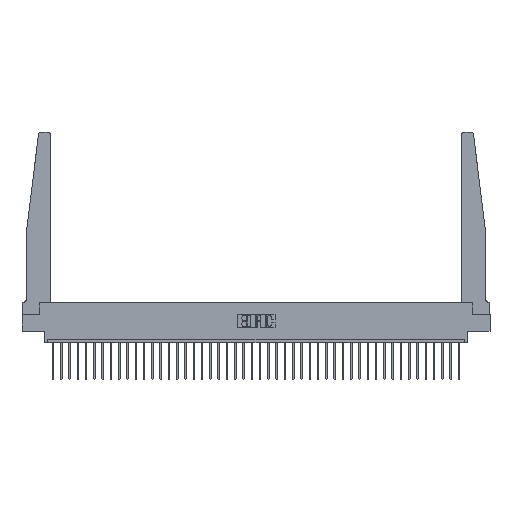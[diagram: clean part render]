
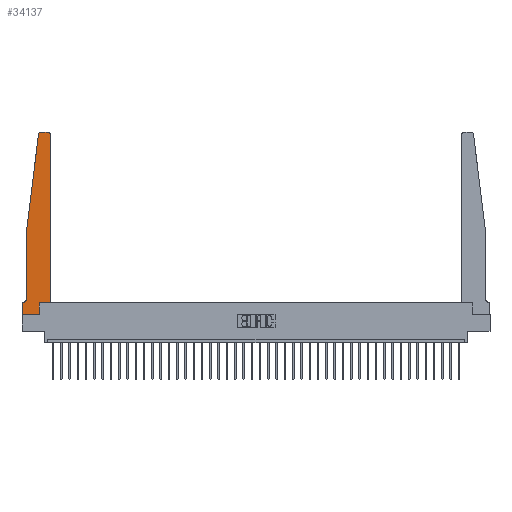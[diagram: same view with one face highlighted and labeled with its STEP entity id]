
A CAD part, top view. The second image highlights one B-rep face of the part: STEP entity #34137.
In plain terms, the highlighted planar face has unit normal (0, 0, 1).
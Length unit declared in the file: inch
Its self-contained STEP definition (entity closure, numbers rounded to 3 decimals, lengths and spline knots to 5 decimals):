
#143 = CARTESIAN_POINT ( 'NONE',  ( 0.065, 0.1875, 0.37 ) ) ;
#731 = VECTOR ( 'NONE', #15810, 39.37008 ) ;
#1175 = CARTESIAN_POINT ( 'NONE',  ( 0.065, 1.25, 0.37 ) ) ;
#1336 = EDGE_CURVE ( 'NONE', #14882, #30096, #11404, .T. ) ;
#1395 = CARTESIAN_POINT ( 'NONE',  ( 0.015, 0.2375, 0.37 ) ) ;
#1567 = VERTEX_POINT ( 'NONE', #33596 ) ;
#1883 = CARTESIAN_POINT ( 'NONE',  ( 0.065, 1.25, 0.37 ) ) ;
#2477 = CARTESIAN_POINT ( 'NONE',  ( 0.425, 0.18, 0.37 ) ) ;
#3075 = CARTESIAN_POINT ( 'NONE',  ( 0., 0.1875, 0.37 ) ) ;
#3185 = AXIS2_PLACEMENT_3D ( 'NONE', #10589, #13069, #26545 ) ;
#3258 = ORIENTED_EDGE ( 'NONE', *, *, #19336, .T. ) ;
#4217 = VECTOR ( 'NONE', #13559, 39.37008 ) ;
#4412 = CARTESIAN_POINT ( 'NONE',  ( 0.2605, 0.18, 0.37 ) ) ;
#5606 = VERTEX_POINT ( 'NONE', #12666 ) ;
#5867 = ORIENTED_EDGE ( 'NONE', *, *, #14717, .T. ) ;
#5909 = ORIENTED_EDGE ( 'NONE', *, *, #21411, .T. ) ;
#6112 = VECTOR ( 'NONE', #24717, 39.37008 ) ;
#7093 = DIRECTION ( 'NONE',  ( 0., 0., -1. ) ) ;
#7239 = CIRCLE ( 'NONE', #29783, 0.03 ) ;
#7683 = ORIENTED_EDGE ( 'NONE', *, *, #8895, .T. ) ;
#8557 = LINE ( 'NONE', #29667, #22073 ) ;
#8611 = CARTESIAN_POINT ( 'NONE',  ( 0.2605, 0.18, 0.37 ) ) ;
#8895 = EDGE_CURVE ( 'NONE', #18416, #1567, #8557, .T. ) ;
#9689 = VERTEX_POINT ( 'NONE', #3075 ) ;
#9899 = CARTESIAN_POINT ( 'NONE',  ( 0., 0., 0.37 ) ) ;
#10465 = CARTESIAN_POINT ( 'NONE',  ( 0.395, 2.72, 0.37 ) ) ;
#10589 = CARTESIAN_POINT ( 'NONE',  ( 0.27653, 2.72, 0.37 ) ) ;
#10680 = VERTEX_POINT ( 'NONE', #26386 ) ;
#10765 = EDGE_LOOP ( 'NONE', ( #24786, #30816, #5867, #7683, #29345, #19218, #5909, #24046, #14957, #25803, #15155, #3258 ) ) ;
#10884 = CARTESIAN_POINT ( 'NONE',  ( 0.425, 0.18, 0.37 ) ) ;
#11315 = VECTOR ( 'NONE', #32423, 39.37008 ) ;
#11404 = LINE ( 'NONE', #8611, #4217 ) ;
#12666 = CARTESIAN_POINT ( 'NONE',  ( 0.425, 0.18, 0.37 ) ) ;
#13069 = DIRECTION ( 'NONE',  ( 0., 0., 1. ) ) ;
#13559 = DIRECTION ( 'NONE',  ( 0., 1., 0. ) ) ;
#13937 = VECTOR ( 'NONE', #16577, 39.37008 ) ;
#14220 = VECTOR ( 'NONE', #32273, 39.37008 ) ;
#14623 = EDGE_CURVE ( 'NONE', #30096, #5606, #27425, .T. ) ;
#14717 = EDGE_CURVE ( 'NONE', #24280, #18416, #24931, .T. ) ;
#14817 = DIRECTION ( 'NONE',  ( -1., 0., 0. ) ) ;
#14829 = CARTESIAN_POINT ( 'NONE',  ( 0.24675, 2.72367, 0.37 ) ) ;
#14882 = VERTEX_POINT ( 'NONE', #16395 ) ;
#14957 = ORIENTED_EDGE ( 'NONE', *, *, #1336, .T. ) ;
#15155 = ORIENTED_EDGE ( 'NONE', *, *, #32172, .T. ) ;
#15338 = DIRECTION ( 'NONE',  ( 0., 0., 1. ) ) ;
#15423 = FACE_OUTER_BOUND ( 'NONE', #10765, .T. ) ;
#15810 = DIRECTION ( 'NONE',  ( 0., -1., 0. ) ) ;
#16004 = VECTOR ( 'NONE', #14817, 39.37008 ) ;
#16395 = CARTESIAN_POINT ( 'NONE',  ( 0.2605, 0., 0.37 ) ) ;
#16577 = DIRECTION ( 'NONE',  ( 1., 0., 0. ) ) ;
#17203 = LINE ( 'NONE', #2477, #14220 ) ;
#18066 = LINE ( 'NONE', #9899, #731 ) ;
#18416 = VERTEX_POINT ( 'NONE', #1175 ) ;
#18435 = VERTEX_POINT ( 'NONE', #33545 ) ;
#18565 = DIRECTION ( 'NONE',  ( 1., 0., 0. ) ) ;
#19218 = ORIENTED_EDGE ( 'NONE', *, *, #22989, .T. ) ;
#19336 = EDGE_CURVE ( 'NONE', #18435, #10680, #7239, .T. ) ;
#19690 = VERTEX_POINT ( 'NONE', #33539 ) ;
#20711 = EDGE_CURVE ( 'NONE', #19690, #14882, #34053, .T. ) ;
#20735 = VECTOR ( 'NONE', #26789, 39.37008 ) ;
#21411 = EDGE_CURVE ( 'NONE', #9689, #19690, #18066, .T. ) ;
#21420 = CARTESIAN_POINT ( 'NONE',  ( 0., 0., 0.37 ) ) ;
#21820 = DIRECTION ( 'NONE',  ( 0., -1., 0. ) ) ;
#22073 = VECTOR ( 'NONE', #21820, 39.37008 ) ;
#22989 = EDGE_CURVE ( 'NONE', #28805, #9689, #28882, .T. ) ;
#23168 = CARTESIAN_POINT ( 'NONE',  ( 0., 0.1875, 0.37 ) ) ;
#23393 = DIRECTION ( 'NONE',  ( 1., 0., 0. ) ) ;
#24046 = ORIENTED_EDGE ( 'NONE', *, *, #20711, .T. ) ;
#24280 = VERTEX_POINT ( 'NONE', #14829 ) ;
#24614 = AXIS2_PLACEMENT_3D ( 'NONE', #1395, #7093, #28524 ) ;
#24717 = DIRECTION ( 'NONE',  ( -1., 0., 0. ) ) ;
#24786 = ORIENTED_EDGE ( 'NONE', *, *, #26123, .T. ) ;
#24931 = LINE ( 'NONE', #1883, #20735 ) ;
#25585 = AXIS2_PLACEMENT_3D ( 'NONE', #23168, #15338, #23393 ) ;
#25802 = CARTESIAN_POINT ( 'NONE',  ( 0.25, 2.75, 0.37 ) ) ;
#25803 = ORIENTED_EDGE ( 'NONE', *, *, #14623, .T. ) ;
#26123 = EDGE_CURVE ( 'NONE', #10680, #26310, #32788, .T. ) ;
#26310 = VERTEX_POINT ( 'NONE', #30011 ) ;
#26386 = CARTESIAN_POINT ( 'NONE',  ( 0.395, 2.75, 0.37 ) ) ;
#26545 = DIRECTION ( 'NONE',  ( 1., 0., 0. ) ) ;
#26789 = DIRECTION ( 'NONE',  ( -0.122, -0.992, 0. ) ) ;
#27425 = LINE ( 'NONE', #10884, #13937 ) ;
#28524 = DIRECTION ( 'NONE',  ( -1., 0., 0. ) ) ;
#28805 = VERTEX_POINT ( 'NONE', #32282 ) ;
#28882 = LINE ( 'NONE', #143, #6112 ) ;
#29345 = ORIENTED_EDGE ( 'NONE', *, *, #30525, .T. ) ;
#29667 = CARTESIAN_POINT ( 'NONE',  ( 0.065, 1.25, 0.37 ) ) ;
#29706 = CIRCLE ( 'NONE', #3185, 0.03 ) ;
#29783 = AXIS2_PLACEMENT_3D ( 'NONE', #10465, #34580, #18565 ) ;
#30011 = CARTESIAN_POINT ( 'NONE',  ( 0.27653, 2.75, 0.37 ) ) ;
#30096 = VERTEX_POINT ( 'NONE', #4412 ) ;
#30525 = EDGE_CURVE ( 'NONE', #1567, #28805, #32822, .T. ) ;
#30816 = ORIENTED_EDGE ( 'NONE', *, *, #34225, .T. ) ;
#31444 = PLANE ( 'NONE',  #25585 ) ;
#32172 = EDGE_CURVE ( 'NONE', #5606, #18435, #17203, .T. ) ;
#32273 = DIRECTION ( 'NONE',  ( 0., 1., 0. ) ) ;
#32282 = CARTESIAN_POINT ( 'NONE',  ( 0.015, 0.1875, 0.37 ) ) ;
#32423 = DIRECTION ( 'NONE',  ( 1., 0., 0. ) ) ;
#32788 = LINE ( 'NONE', #25802, #16004 ) ;
#32822 = CIRCLE ( 'NONE', #24614, 0.05 ) ;
#33539 = CARTESIAN_POINT ( 'NONE',  ( 0., 0., 0.37 ) ) ;
#33545 = CARTESIAN_POINT ( 'NONE',  ( 0.425, 2.72, 0.37 ) ) ;
#33596 = CARTESIAN_POINT ( 'NONE',  ( 0.065, 0.2375, 0.37 ) ) ;
#34053 = LINE ( 'NONE', #21420, #11315 ) ;
#34137 = ADVANCED_FACE ( 'NONE', ( #15423 ), #31444, .T. ) ;
#34225 = EDGE_CURVE ( 'NONE', #26310, #24280, #29706, .T. ) ;
#34580 = DIRECTION ( 'NONE',  ( 0., 0., 1. ) ) ;
